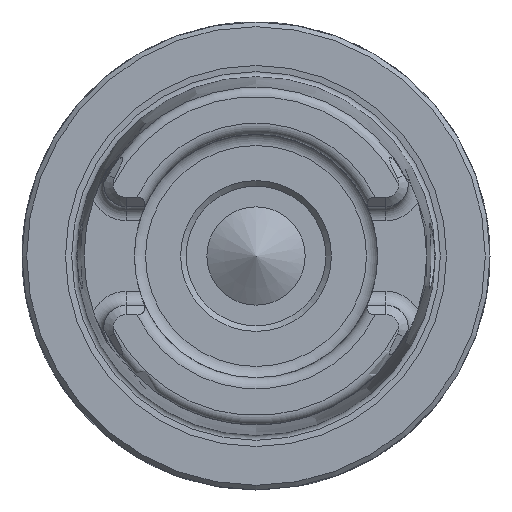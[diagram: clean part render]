
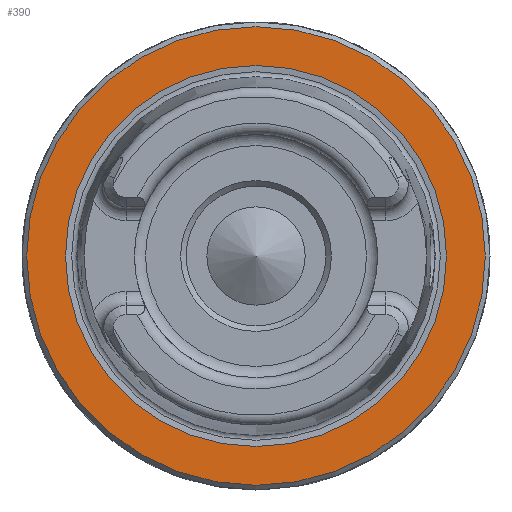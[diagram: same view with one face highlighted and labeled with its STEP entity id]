
A CAD part, left-side view. The second image highlights one B-rep face of the part: STEP entity #390.
In plain terms, the highlighted planar face has unit normal (-1, 0, 0).
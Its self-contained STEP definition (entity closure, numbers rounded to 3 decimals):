
#390 = ADVANCED_FACE( '', ( #858, #859 ), #860, .F. );
#858 = FACE_BOUND( '', #1405, .T. );
#859 = FACE_OUTER_BOUND( '', #1406, .T. );
#860 = PLANE( '', #1407 );
#1405 = EDGE_LOOP( '', ( #2440 ) );
#1406 = EDGE_LOOP( '', ( #2441 ) );
#1407 = AXIS2_PLACEMENT_3D( '', #2442, #2443, #2444 );
#2440 = ORIENTED_EDGE( '', *, *, #3280, .F. );
#2441 = ORIENTED_EDGE( '', *, *, #3291, .T. );
#2442 = CARTESIAN_POINT( '', ( 0., 0., 24.5 ) );
#2443 = DIRECTION( '', ( 1., 0., 0. ) );
#2444 = DIRECTION( '', ( 0., 0., -1. ) );
#3280 = EDGE_CURVE( '', #3983, #3983, #3984, .T. );
#3291 = EDGE_CURVE( '', #3999, #3999, #4000, .T. );
#3983 = VERTEX_POINT( '', #5768 );
#3984 = CIRCLE( '', #5769, 20.354 );
#3999 = VERTEX_POINT( '', #5860 );
#4000 = CIRCLE( '', #5861, 24.5 );
#5768 = CARTESIAN_POINT( '', ( 0., 0., 20.354 ) );
#5769 = AXIS2_PLACEMENT_3D( '', #6571, #6572, #6573 );
#5860 = CARTESIAN_POINT( '', ( 0., 0., 24.5 ) );
#5861 = AXIS2_PLACEMENT_3D( '', #6582, #6583, #6584 );
#6571 = CARTESIAN_POINT( '', ( 0., 0., 0. ) );
#6572 = DIRECTION( '', ( -1., 0., 0. ) );
#6573 = DIRECTION( '', ( 0., 0., 1. ) );
#6582 = CARTESIAN_POINT( '', ( 0., 0., 0. ) );
#6583 = DIRECTION( '', ( -1., 0., 0. ) );
#6584 = DIRECTION( '', ( 0., 0., 1. ) );
